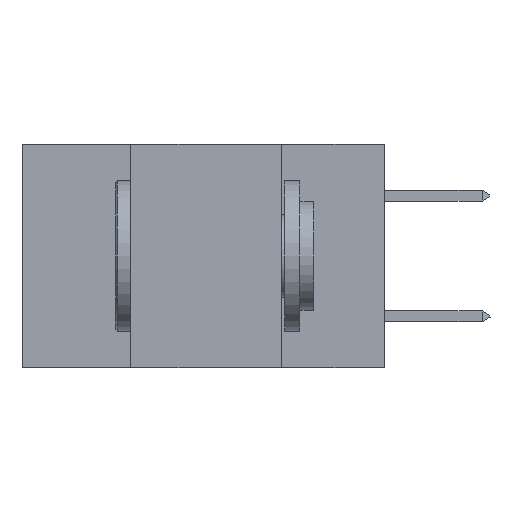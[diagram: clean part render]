
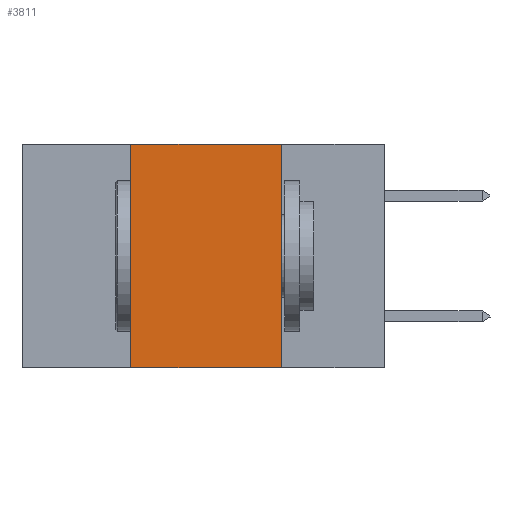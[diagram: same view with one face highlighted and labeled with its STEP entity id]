
A CAD part, left-side view. The second image highlights one B-rep face of the part: STEP entity #3811.
In plain terms, the highlighted planar face has unit normal (-1, 0, 0).
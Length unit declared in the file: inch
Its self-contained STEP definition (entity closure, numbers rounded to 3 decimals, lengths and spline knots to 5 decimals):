
#1567 = CARTESIAN_POINT ( 'NONE',  ( 0., 0.17, 0. ) ) ;
#1932 = ORIENTED_EDGE ( 'NONE', *, *, #31903, .F. ) ;
#2675 = LINE ( 'NONE', #29301, #13916 ) ;
#2891 = ORIENTED_EDGE ( 'NONE', *, *, #31590, .F. ) ;
#3150 = AXIS2_PLACEMENT_3D ( 'NONE', #25608, #23256, #28197 ) ;
#3811 = ADVANCED_FACE ( 'NONE', ( #8545 ), #3939, .F. ) ;
#3939 = PLANE ( 'NONE',  #3150 ) ;
#4780 = DIRECTION ( 'NONE',  ( 0., -1., 0. ) ) ;
#5722 = EDGE_LOOP ( 'NONE', ( #1932, #2891, #13070, #6947 ) ) ;
#6947 = ORIENTED_EDGE ( 'NONE', *, *, #21031, .T. ) ;
#6983 = CARTESIAN_POINT ( 'NONE',  ( 0., 0.42, 0. ) ) ;
#8118 = CARTESIAN_POINT ( 'NONE',  ( 0., 0.42, 0. ) ) ;
#8238 = VERTEX_POINT ( 'NONE', #22538 ) ;
#8455 = VECTOR ( 'NONE', #15771, 39.37008 ) ;
#8545 = FACE_OUTER_BOUND ( 'NONE', #5722, .T. ) ;
#10115 = EDGE_CURVE ( 'NONE', #21055, #17463, #31473, .T. ) ;
#11159 = LINE ( 'NONE', #12947, #8455 ) ;
#11569 = DIRECTION ( 'NONE',  ( 0., -1., 0. ) ) ;
#12380 = CARTESIAN_POINT ( 'NONE',  ( 0., 0.42, -0.37 ) ) ;
#12812 = VECTOR ( 'NONE', #11569, 39.37008 ) ;
#12947 = CARTESIAN_POINT ( 'NONE',  ( 0., 0.17, 0. ) ) ;
#13070 = ORIENTED_EDGE ( 'NONE', *, *, #10115, .F. ) ;
#13466 = VERTEX_POINT ( 'NONE', #1567 ) ;
#13916 = VECTOR ( 'NONE', #4780, 39.37008 ) ;
#14030 = DIRECTION ( 'NONE',  ( 0., 0., 1. ) ) ;
#14061 = LINE ( 'NONE', #16749, #12812 ) ;
#15771 = DIRECTION ( 'NONE',  ( 0., 0., -1. ) ) ;
#16749 = CARTESIAN_POINT ( 'NONE',  ( 0., 0.6, -0.37 ) ) ;
#17463 = VERTEX_POINT ( 'NONE', #8118 ) ;
#20262 = VECTOR ( 'NONE', #14030, 39.37008 ) ;
#21031 = EDGE_CURVE ( 'NONE', #21055, #8238, #14061, .T. ) ;
#21055 = VERTEX_POINT ( 'NONE', #12380 ) ;
#22538 = CARTESIAN_POINT ( 'NONE',  ( 0., 0.17, -0.37 ) ) ;
#23256 = DIRECTION ( 'NONE',  ( 1., 0., 0. ) ) ;
#25608 = CARTESIAN_POINT ( 'NONE',  ( 0., 0.6, 0. ) ) ;
#28197 = DIRECTION ( 'NONE',  ( 0., 0., -1. ) ) ;
#29301 = CARTESIAN_POINT ( 'NONE',  ( 0., 0.6, 0. ) ) ;
#31473 = LINE ( 'NONE', #6983, #20262 ) ;
#31590 = EDGE_CURVE ( 'NONE', #17463, #13466, #2675, .T. ) ;
#31903 = EDGE_CURVE ( 'NONE', #13466, #8238, #11159, .T. ) ;
